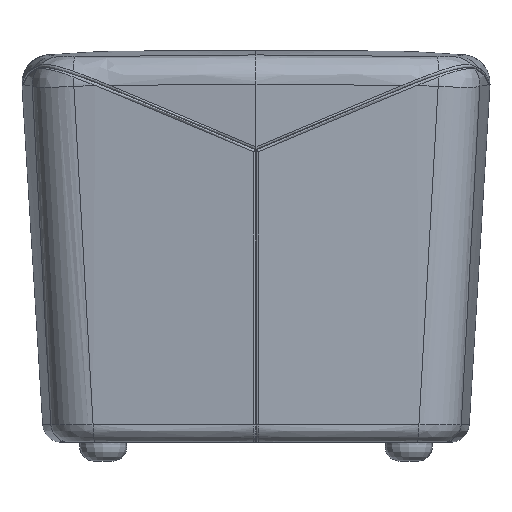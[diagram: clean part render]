
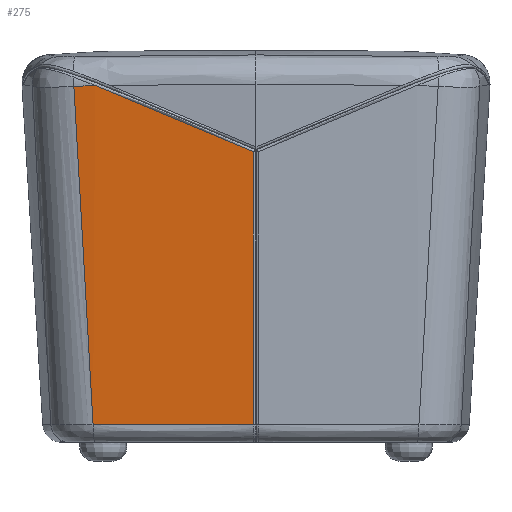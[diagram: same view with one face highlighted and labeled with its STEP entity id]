
A CAD part, left-side view. The second image highlights one B-rep face of the part: STEP entity #275.
In plain terms, the highlighted free-form (B-spline) face has degree [2, 1] with [3, 2] control points.
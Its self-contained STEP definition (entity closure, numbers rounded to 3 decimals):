
#104=(
BOUNDED_SURFACE()
B_SPLINE_SURFACE(2,1,((#4419,#4420),(#4421,#4422),(#4423,#4424)),
 .UNSPECIFIED.,.F.,.F.,.F.)
B_SPLINE_SURFACE_WITH_KNOTS((3,3),(2,2),(928.075,1318.838),
(0.,1.),.UNSPECIFIED.)
GEOMETRIC_REPRESENTATION_ITEM()
RATIONAL_B_SPLINE_SURFACE(((1.,1.),(0.995,0.994),
(1.,1.)))
REPRESENTATION_ITEM('')
SURFACE()
);
#275=ADVANCED_FACE('',(#395),#104,.T.);
#395=FACE_OUTER_BOUND('',#515,.T.);
#515=EDGE_LOOP('',(#822,#823,#824,#825,#826));
#822=ORIENTED_EDGE('',*,*,#1261,.F.);
#823=ORIENTED_EDGE('',*,*,#1239,.F.);
#824=ORIENTED_EDGE('',*,*,#1237,.T.);
#825=ORIENTED_EDGE('',*,*,#1234,.T.);
#826=ORIENTED_EDGE('',*,*,#1263,.F.);
#1234=EDGE_CURVE('',#1782,#1790,#1467,.T.);
#1237=EDGE_CURVE('',#1792,#1782,#1470,.T.);
#1239=EDGE_CURVE('',#1792,#1793,#1472,.T.);
#1261=EDGE_CURVE('',#1793,#1799,#1626,.T.);
#1263=EDGE_CURVE('',#1799,#1790,#1628,.T.);
#1467=(
BOUNDED_CURVE()
B_SPLINE_CURVE(3,(#4875,#4876,#4877,#4878),.UNSPECIFIED.,.F.,.F.)
B_SPLINE_CURVE_WITH_KNOTS((4,4),(-0.946,167.153),
 .UNSPECIFIED.)
CURVE()
GEOMETRIC_REPRESENTATION_ITEM()
RATIONAL_B_SPLINE_CURVE((1.,1.,1.,1.))
REPRESENTATION_ITEM('')
);
#1470=(
BOUNDED_CURVE()
B_SPLINE_CURVE(1,(#4885,#4886),.UNSPECIFIED.,.F.,.F.)
B_SPLINE_CURVE_WITH_KNOTS((2,2),(0.08,0.954),
 .UNSPECIFIED.)
CURVE()
GEOMETRIC_REPRESENTATION_ITEM()
RATIONAL_B_SPLINE_CURVE((1.,1.))
REPRESENTATION_ITEM('')
);
#1472=(
BOUNDED_CURVE()
B_SPLINE_CURVE(3,(#4892,#4893,#4894,#4895,#4896,#4897,#4898),
 .UNSPECIFIED.,.F.,.F.)
B_SPLINE_CURVE_WITH_KNOTS((4,3,4),(-0.061,19.709,
22.252),.UNSPECIFIED.)
CURVE()
GEOMETRIC_REPRESENTATION_ITEM()
RATIONAL_B_SPLINE_CURVE((1.,1.,1.,1.,1.,1.,1.))
REPRESENTATION_ITEM('')
);
#1626=B_SPLINE_CURVE_WITH_KNOTS('',3,(#5086,#5087,#5088,#5089,#5090,#5091,
#5092,#5093,#5094,#5095,#5096),.UNSPECIFIED.,.F.,.F.,(4,1,1,1,2,2,4),(596.868,
599.616,603.605,607.594,647.832,692.059,
778.538),.UNSPECIFIED.);
#1628=B_SPLINE_CURVE_WITH_KNOTS('',3,(#5102,#5103,#5104,#5105,#5106),
 .UNSPECIFIED.,.F.,.F.,(4,1,4),(1.977,288.172,291.758),
 .UNSPECIFIED.);
#1782=VERTEX_POINT('',#4819);
#1790=VERTEX_POINT('',#4827);
#1792=VERTEX_POINT('',#4829);
#1793=VERTEX_POINT('',#4830);
#1799=VERTEX_POINT('',#4836);
#4419=CARTESIAN_POINT('',(-526.533,171.695,20.));
#4420=CARTESIAN_POINT('',(-549.074,194.973,430.));
#4421=CARTESIAN_POINT('',(-543.508,0.,20.));
#4422=CARTESIAN_POINT('',(-570.995,0.,430.));
#4423=CARTESIAN_POINT('',(-526.533,-171.695,20.));
#4424=CARTESIAN_POINT('',(-549.074,-194.973,430.));
#4819=CARTESIAN_POINT('',(-527.567,172.762,38.796));
#4827=CARTESIAN_POINT('',(-536.142,3.,38.783));
#4829=CARTESIAN_POINT('',(-547.279,193.119,397.342));
#4830=CARTESIAN_POINT('',(-549.702,170.568,398.292));
#4836=CARTESIAN_POINT('',(-553.78,3.,328.027));
#4875=CARTESIAN_POINT('',(-527.567,172.762,38.796));
#4876=CARTESIAN_POINT('',(-533.186,116.359,38.787));
#4877=CARTESIAN_POINT('',(-536.044,59.682,38.783));
#4878=CARTESIAN_POINT('',(-536.142,3.,38.783));
#4885=CARTESIAN_POINT('',(-547.279,193.119,397.342));
#4886=CARTESIAN_POINT('',(-527.567,172.762,38.796));
#4892=CARTESIAN_POINT('',(-547.279,193.119,397.342));
#4893=CARTESIAN_POINT('',(-548.043,186.469,397.715));
#4894=CARTESIAN_POINT('',(-548.763,179.807,397.988));
#4895=CARTESIAN_POINT('',(-549.442,173.14,398.209));
#4896=CARTESIAN_POINT('',(-549.53,172.283,398.237));
#4897=CARTESIAN_POINT('',(-549.616,171.425,398.265));
#4898=CARTESIAN_POINT('',(-549.702,170.568,398.292));
#5086=CARTESIAN_POINT('',(-549.702,170.568,398.292));
#5087=CARTESIAN_POINT('',(-549.767,169.709,397.946));
#5088=CARTESIAN_POINT('',(-549.917,167.604,397.091));
#5089=CARTESIAN_POINT('',(-550.156,164.246,395.721));
#5090=CARTESIAN_POINT('',(-551.171,149.42,389.637));
#5091=CARTESIAN_POINT('',(-551.939,135.805,383.998));
#5092=CARTESIAN_POINT('',(-553.125,109.823,373.202));
#5093=CARTESIAN_POINT('',(-553.584,96.221,367.519));
#5094=CARTESIAN_POINT('',(-554.462,56.047,350.648));
#5095=CARTESIAN_POINT('',(-554.426,29.496,339.384));
#5096=CARTESIAN_POINT('',(-553.78,3.,328.027));
#5102=CARTESIAN_POINT('',(-553.78,3.,328.027));
#5103=CARTESIAN_POINT('',(-547.987,3.,232.817));
#5104=CARTESIAN_POINT('',(-542.059,3.,136.36));
#5105=CARTESIAN_POINT('',(-536.259,3.,40.013));
#5106=CARTESIAN_POINT('',(-536.142,3.,38.783));
